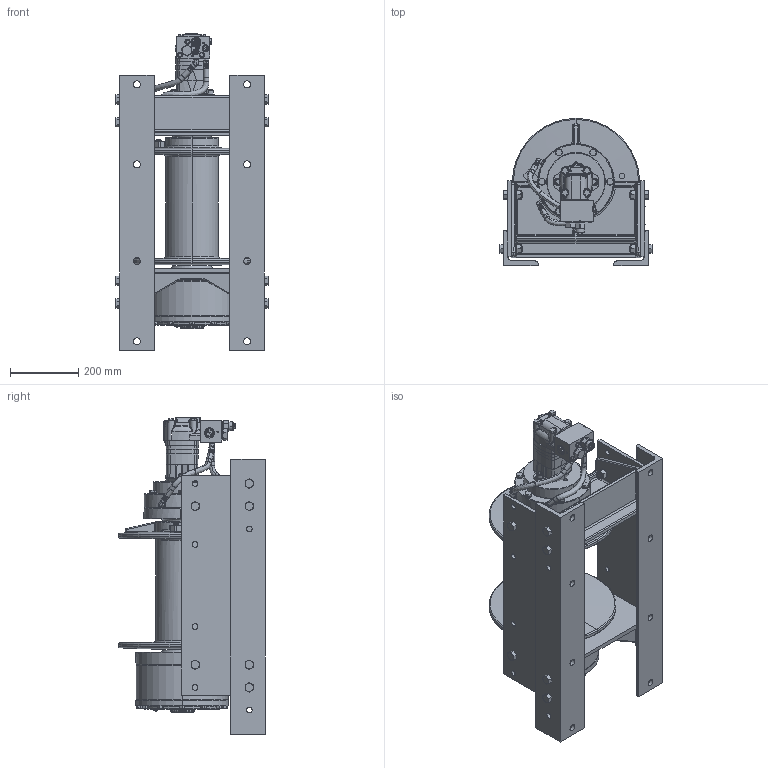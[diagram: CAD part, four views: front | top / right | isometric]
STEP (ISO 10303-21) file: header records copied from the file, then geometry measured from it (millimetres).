
FILE_DESCRIPTION((''),'2;1');
FILE_NAME('TWG-TEMP','2020-10-18T23:20:34',('Administrator'),(''),'CREO PARAMETRIC BY PTC INC, 2019030','CREO PARAMETRIC BY PTC INC, 2019030','');
FILE_SCHEMA(('AUTOMOTIVE_DESIGN { 1 0 10303 214 1 1 1 1 }'));
Products named in the file (1): TWG-TEMP
Bounding box: 449.99 x 431.01 x 928.67 mm (x, y, z)
Volume: 20632.9 mm3; surface area: 3012757.9 mm2
Topology: 2 solids, 221 shells, 2354 faces, 8158 edges, 5866 vertices
Faces by surface type: plane 907, cylinder 576, torus 441, cone 206, bspline 185, sphere 39
Entity records: 133003 total; most frequent: CARTESIAN_POINT 52003, ORIENTED_EDGE 12758, DIRECTION 11772, EDGE_CURVE 8075, VERTEX_POINT 5867, AXIS2_PLACEMENT_3D 4189, VECTOR 3391, LINE 3391
